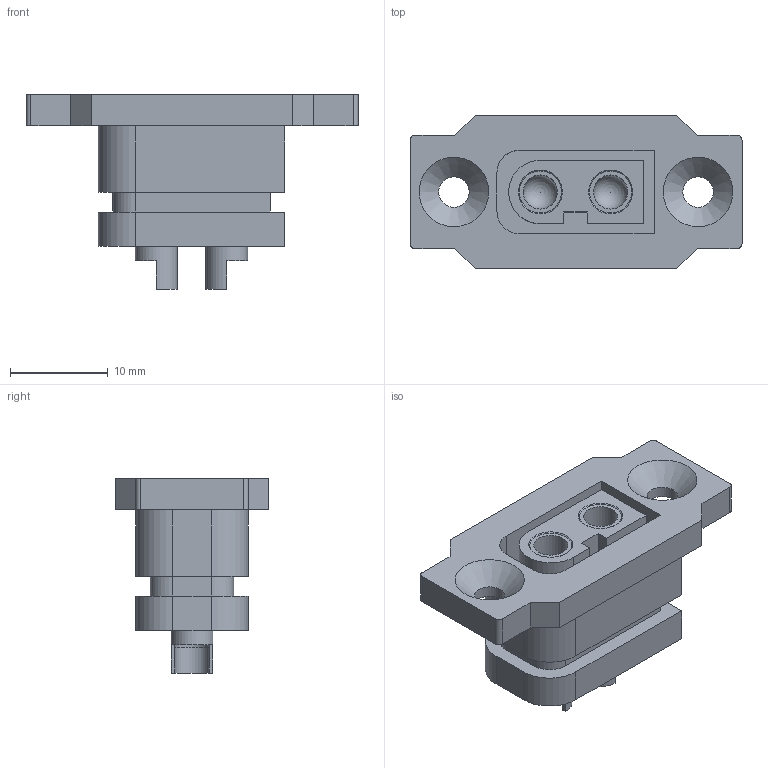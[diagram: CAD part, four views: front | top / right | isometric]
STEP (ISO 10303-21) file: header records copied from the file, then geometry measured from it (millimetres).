
FILE_DESCRIPTION(/* description */ (''),/* implementation_level */ '2;1');
FILE_NAME(/* name */ 'XT60E-F-2 v8.step',/* time_stamp */ '2022-04-24T18:44:34-05:00',/* author */ (''),/* organization */ (''),/* preprocessor_version */ 'ST-DEVELOPER v18.1',/* originating_system */ 'Autodesk Translation Framework v10.14.0.1471',/* authorisation */ '');
FILE_SCHEMA (('AUTOMOTIVE_DESIGN { 1 0 10303 214 3 1 1 }'));
Length unit declared in the file: millimetre
Products named in the file (4): XT60E-F-2; Pins; pins_1; Panel Mount V2
Assembly tree (3 placements, depth 3):
  XT60E-F-2
    Pins
      pins_1
    Panel Mount V2
Bounding box: 34 x 15.75 x 19.9 mm (x, y, z)
Volume: 3199.6 mm3; surface area: 4201.1 mm2
Topology: 3 solids, 3 shells, 93 faces, 242 edges, 160 vertices
Faces by surface type: plane 61, cylinder 24, sphere 4, cone 4
Full cylindrical faces by diameter (mm): 3.12 x2, 3.5 x2, 4.3 x4
Entity records: 2977 total; most frequent: DIRECTION 510, CARTESIAN_POINT 499, ORIENTED_EDGE 476, EDGE_CURVE 238, AXIS2_PLACEMENT_3D 171, LINE 168, VECTOR 168, VERTEX_POINT 160
